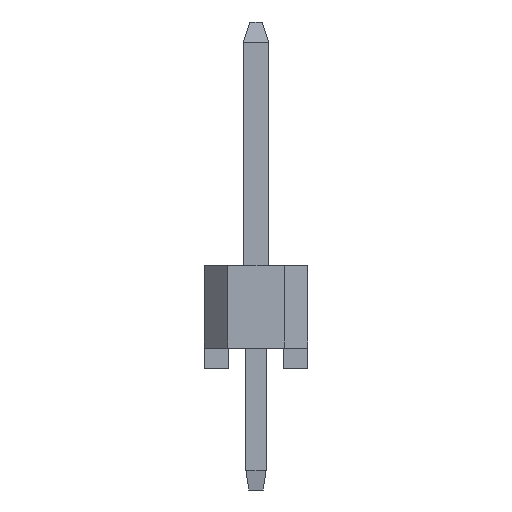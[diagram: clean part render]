
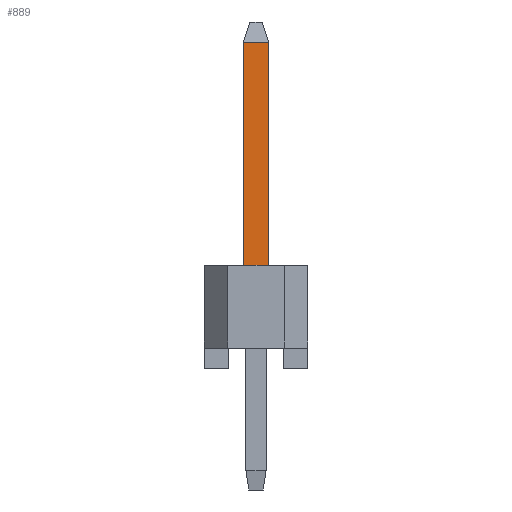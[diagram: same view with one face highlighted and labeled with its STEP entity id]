
A CAD part, left-side view. The second image highlights one B-rep face of the part: STEP entity #889.
In plain terms, the highlighted planar face has unit normal (-1, 0, 0).
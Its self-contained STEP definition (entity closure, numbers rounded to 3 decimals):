
#889=ADVANCED_FACE('',(#1862),#1863,.T.);
#1862=FACE_OUTER_BOUND('',#2916,.T.);
#1863=PLANE('',#2917);
#2916=EDGE_LOOP('',(#5473,#5474,#5475,#5476));
#2917=AXIS2_PLACEMENT_3D('',#5477,#5478,#5479);
#5473=ORIENTED_EDGE('',*,*,#6634,.F.);
#5474=ORIENTED_EDGE('',*,*,#7345,.T.);
#5475=ORIENTED_EDGE('',*,*,#7338,.T.);
#5476=ORIENTED_EDGE('',*,*,#7306,.T.);
#5477=CARTESIAN_POINT('',(24.863,0.413,2.04));
#5478=DIRECTION('',(-1.0,0.0,0.0));
#5479=DIRECTION('',(0.0,0.0,1.0));
#6634=EDGE_CURVE('',#8072,#8074,#8075,.T.);
#7306=EDGE_CURVE('',#8827,#8074,#9034,.T.);
#7338=EDGE_CURVE('',#9079,#8827,#9080,.T.);
#7345=EDGE_CURVE('',#8072,#9079,#9087,.T.);
#8072=VERTEX_POINT('',#10136);
#8074=VERTEX_POINT('',#10139);
#8075=LINE('',#10140,#10141);
#8827=VERTEX_POINT('',#11267);
#9034=LINE('',#11575,#11576);
#9079=VERTEX_POINT('',#11643);
#9080=LINE('',#11644,#11645);
#9087=LINE('',#11655,#11656);
#10136=CARTESIAN_POINT('',(24.863,0.413,2.04));
#10139=CARTESIAN_POINT('',(24.863,1.053,2.04));
#10140=CARTESIAN_POINT('',(24.863,0.0,2.04));
#10141=VECTOR('',#12382,1.0);
#11267=CARTESIAN_POINT('',(24.863,1.053,7.54));
#11575=CARTESIAN_POINT('',(24.863,1.053,0.0));
#11576=VECTOR('',#12858,1.0);
#11643=CARTESIAN_POINT('',(24.863,0.413,7.54));
#11644=CARTESIAN_POINT('',(24.863,0.0,7.54));
#11645=VECTOR('',#12881,1.0);
#11655=CARTESIAN_POINT('',(24.863,0.413,0.0));
#11656=VECTOR('',#12885,1.0);
#12382=DIRECTION('',(0.0,1.0,0.0));
#12858=DIRECTION('',(0.0,0.0,-1.0));
#12881=DIRECTION('',(0.0,1.0,0.0));
#12885=DIRECTION('',(0.0,0.0,1.0));
